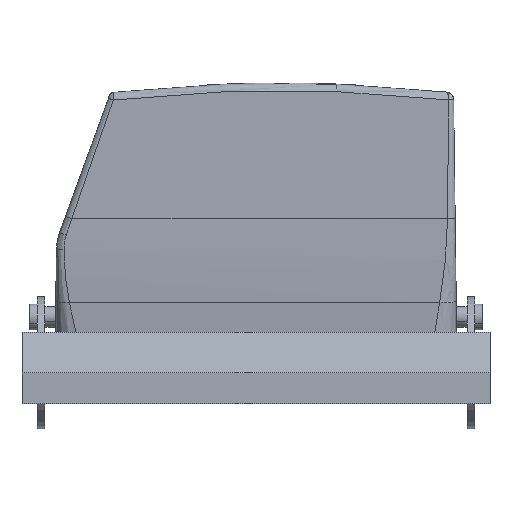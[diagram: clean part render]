
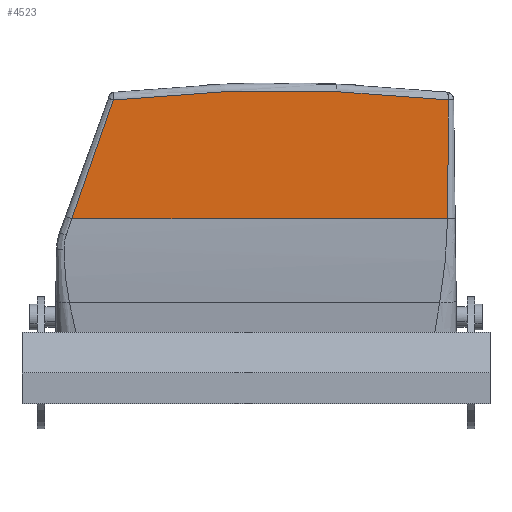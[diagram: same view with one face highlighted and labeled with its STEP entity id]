
A CAD part, left-side view. The second image highlights one B-rep face of the part: STEP entity #4523.
In plain terms, the highlighted planar face has unit normal (-1, 0, 0).
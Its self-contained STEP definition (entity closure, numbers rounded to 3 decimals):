
#4446=AXIS2_PLACEMENT_3D('Circle Axis2P3D',#4444,#4445,$) ;
#4461=AXIS2_PLACEMENT_3D('Plane Axis2P3D',#4458,#4459,#4460) ;
#2935=CARTESIAN_POINT('Vertex',(18.25,8.149,64.687)) ;
#3105=CARTESIAN_POINT('Vertex',(18.25,8.344,41.347)) ;
#3109=CARTESIAN_POINT('Control Point',(18.25,8.149,64.687)) ;
#3110=CARTESIAN_POINT('Control Point',(18.25,8.149,64.464)) ;
#3111=CARTESIAN_POINT('Control Point',(18.25,8.148,64.239)) ;
#3112=CARTESIAN_POINT('Control Point',(18.25,8.147,64.017)) ;
#3113=CARTESIAN_POINT('Control Point',(18.25,8.145,63.321)) ;
#3114=CARTESIAN_POINT('Control Point',(18.25,8.143,62.627)) ;
#3115=CARTESIAN_POINT('Control Point',(18.25,8.142,62.154)) ;
#3116=CARTESIAN_POINT('Control Point',(18.25,8.141,61.211)) ;
#3117=CARTESIAN_POINT('Control Point',(18.25,8.142,60.268)) ;
#3118=CARTESIAN_POINT('Control Point',(18.25,8.142,59.797)) ;
#3119=CARTESIAN_POINT('Control Point',(18.25,8.145,58.159)) ;
#3120=CARTESIAN_POINT('Control Point',(18.25,8.152,56.522)) ;
#3121=CARTESIAN_POINT('Control Point',(18.25,8.158,55.356)) ;
#3122=CARTESIAN_POINT('Control Point',(18.25,8.175,53.025)) ;
#3123=CARTESIAN_POINT('Control Point',(18.25,8.197,50.695)) ;
#3124=CARTESIAN_POINT('Control Point',(18.25,8.21,49.53)) ;
#3125=CARTESIAN_POINT('Control Point',(18.25,8.235,47.491)) ;
#3126=CARTESIAN_POINT('Control Point',(18.25,8.265,45.452)) ;
#3127=CARTESIAN_POINT('Control Point',(18.25,8.279,44.578)) ;
#3128=CARTESIAN_POINT('Control Point',(18.25,8.299,43.414)) ;
#3129=CARTESIAN_POINT('Control Point',(18.25,8.324,42.25)) ;
#3130=CARTESIAN_POINT('Control Point',(18.25,8.33,41.95)) ;
#3131=CARTESIAN_POINT('Control Point',(18.25,8.337,41.647)) ;
#3132=CARTESIAN_POINT('Control Point',(18.25,8.344,41.347)) ;
#4441=CARTESIAN_POINT('Vertex',(18.25,74.081,64.661)) ;
#4444=CARTESIAN_POINT('Axis2P3D Location',(18.25,41.,-232.)) ;
#4458=CARTESIAN_POINT('Axis2P3D Location',(18.25,5.096,-16.215)) ;
#4464=CARTESIAN_POINT('Control Point',(18.25,74.081,64.661)) ;
#4465=CARTESIAN_POINT('Control Point',(18.25,74.102,64.602)) ;
#4466=CARTESIAN_POINT('Control Point',(18.25,74.123,64.543)) ;
#4467=CARTESIAN_POINT('Control Point',(18.25,74.144,64.485)) ;
#4468=CARTESIAN_POINT('Control Point',(18.25,74.186,64.369)) ;
#4469=CARTESIAN_POINT('Control Point',(18.25,74.228,64.251)) ;
#4470=CARTESIAN_POINT('Control Point',(18.25,74.252,64.183)) ;
#4471=CARTESIAN_POINT('Control Point',(18.25,74.295,64.063)) ;
#4472=CARTESIAN_POINT('Control Point',(18.25,74.338,63.943)) ;
#4473=CARTESIAN_POINT('Control Point',(18.25,74.36,63.882)) ;
#4474=CARTESIAN_POINT('Control Point',(18.25,74.404,63.76)) ;
#4475=CARTESIAN_POINT('Control Point',(18.25,74.448,63.638)) ;
#4476=CARTESIAN_POINT('Control Point',(18.25,74.469,63.577)) ;
#4477=CARTESIAN_POINT('Control Point',(18.25,74.513,63.457)) ;
#4478=CARTESIAN_POINT('Control Point',(18.25,74.555,63.338)) ;
#4479=CARTESIAN_POINT('Control Point',(18.25,74.579,63.272)) ;
#4480=CARTESIAN_POINT('Control Point',(18.25,74.622,63.153)) ;
#4481=CARTESIAN_POINT('Control Point',(18.25,74.663,63.037)) ;
#4482=CARTESIAN_POINT('Control Point',(18.25,74.684,62.978)) ;
#4483=CARTESIAN_POINT('Control Point',(18.25,74.914,62.336)) ;
#4484=CARTESIAN_POINT('Control Point',(18.25,75.143,61.694)) ;
#4485=CARTESIAN_POINT('Control Point',(18.25,75.361,61.08)) ;
#4486=CARTESIAN_POINT('Control Point',(18.25,75.734,60.031)) ;
#4487=CARTESIAN_POINT('Control Point',(18.25,76.106,58.982)) ;
#4488=CARTESIAN_POINT('Control Point',(18.25,76.266,58.528)) ;
#4489=CARTESIAN_POINT('Control Point',(18.25,76.59,57.61)) ;
#4490=CARTESIAN_POINT('Control Point',(18.25,76.912,56.694)) ;
#4491=CARTESIAN_POINT('Control Point',(18.25,77.073,56.234)) ;
#4492=CARTESIAN_POINT('Control Point',(18.25,77.412,55.27)) ;
#4493=CARTESIAN_POINT('Control Point',(18.25,77.749,54.304)) ;
#4494=CARTESIAN_POINT('Control Point',(18.25,77.863,53.979)) ;
#4495=CARTESIAN_POINT('Control Point',(18.25,78.183,53.059)) ;
#4496=CARTESIAN_POINT('Control Point',(18.25,78.503,52.139)) ;
#4497=CARTESIAN_POINT('Control Point',(18.25,78.734,51.472)) ;
#4498=CARTESIAN_POINT('Control Point',(18.25,79.204,50.116)) ;
#4499=CARTESIAN_POINT('Control Point',(18.25,79.671,48.762)) ;
#4500=CARTESIAN_POINT('Control Point',(18.25,79.961,47.921)) ;
#4501=CARTESIAN_POINT('Control Point',(18.25,80.351,46.787)) ;
#4502=CARTESIAN_POINT('Control Point',(18.25,80.74,45.651)) ;
#4503=CARTESIAN_POINT('Control Point',(18.25,80.872,45.268)) ;
#4504=CARTESIAN_POINT('Control Point',(18.25,81.181,44.365)) ;
#4505=CARTESIAN_POINT('Control Point',(18.25,81.49,43.463)) ;
#4506=CARTESIAN_POINT('Control Point',(18.25,81.73,42.758)) ;
#4507=CARTESIAN_POINT('Control Point',(18.25,81.971,42.052)) ;
#4508=CARTESIAN_POINT('Control Point',(18.25,82.21,41.347)) ;
#4509=CARTESIAN_POINT('Vertex',(18.25,82.21,41.347)) ;
#4512=CARTESIAN_POINT('Line Origine',(18.25,45.277,41.347)) ;
#4445=DIRECTION('Axis2P3D Direction',(-1.,0.,0.)) ;
#4459=DIRECTION('Axis2P3D Direction',(-1.,0.,0.)) ;
#4460=DIRECTION('Axis2P3D XDirection',(0.,-0.17,0.985)) ;
#4513=DIRECTION('Vector Direction',(0.,-1.,0.)) ;
#4514=VECTOR('Line Direction',#4513,1.) ;
#4518=ORIENTED_EDGE('',*,*,#4448,.T.) ;
#4519=ORIENTED_EDGE('',*,*,#4511,.F.) ;
#4520=ORIENTED_EDGE('',*,*,#4516,.T.) ;
#4521=ORIENTED_EDGE('',*,*,#3133,.T.) ;
#4523=ADVANCED_FACE('Hood',(#4522),#4462,.T.) ;
#3108=B_SPLINE_CURVE_WITH_KNOTS('',5,(#3109,#3110,#3111,#3112,#3113,#3114,#3115,#3116,#3117,#3118,#3119,#3120,#3121,#3122,#3123,#3124,#3125,#3126,#3127,#3128,#3129,#3130,#3131,#3132),.UNSPECIFIED.,.F.,.U.,(6,3,3,3,3,3,3,6),(3.926,5.043,7.402,9.761,15.595,21.43,25.811,27.265),.UNSPECIFIED.) ;
#4463=B_SPLINE_CURVE_WITH_KNOTS('',5,(#4464,#4465,#4466,#4467,#4468,#4469,#4470,#4471,#4472,#4473,#4474,#4475,#4476,#4477,#4478,#4479,#4480,#4481,#4482,#4483,#4484,#4485,#4486,#4487,#4488,#4489,#4490,#4491,#4492,#4493,#4494,#4495,#4496,#4497,#4498,#4499,#4500,#4501,#4502,#4503,#4504,#4505,#4506,#4507,#4508),.UNSPECIFIED.,.F.,.U.,(6,3,3,3,3,3,3,3,3,3,3,3,3,3,6),(0.,0.441,0.872,1.313,1.754,2.189,2.63,6.995,10.48,13.952,17.711,20.834,27.828,29.301,34.554),.UNSPECIFIED.) ;
#4447=CIRCLE('generated circle',#4446,298.5) ;
#3133=EDGE_CURVE('',#3106,#2936,#3108,.F.) ;
#4448=EDGE_CURVE('',#2936,#4442,#4447,.T.) ;
#4511=EDGE_CURVE('',#4510,#4442,#4463,.F.) ;
#4516=EDGE_CURVE('',#4510,#3106,#4515,.T.) ;
#4517=EDGE_LOOP('',(#4518,#4519,#4520,#4521)) ;
#4522=FACE_OUTER_BOUND('',#4517,.T.) ;
#4515=LINE('Line',#4512,#4514) ;
#4462=PLANE('',#4461) ;
#2936=VERTEX_POINT('',#2935) ;
#3106=VERTEX_POINT('',#3105) ;
#4442=VERTEX_POINT('',#4441) ;
#4510=VERTEX_POINT('',#4509) ;
